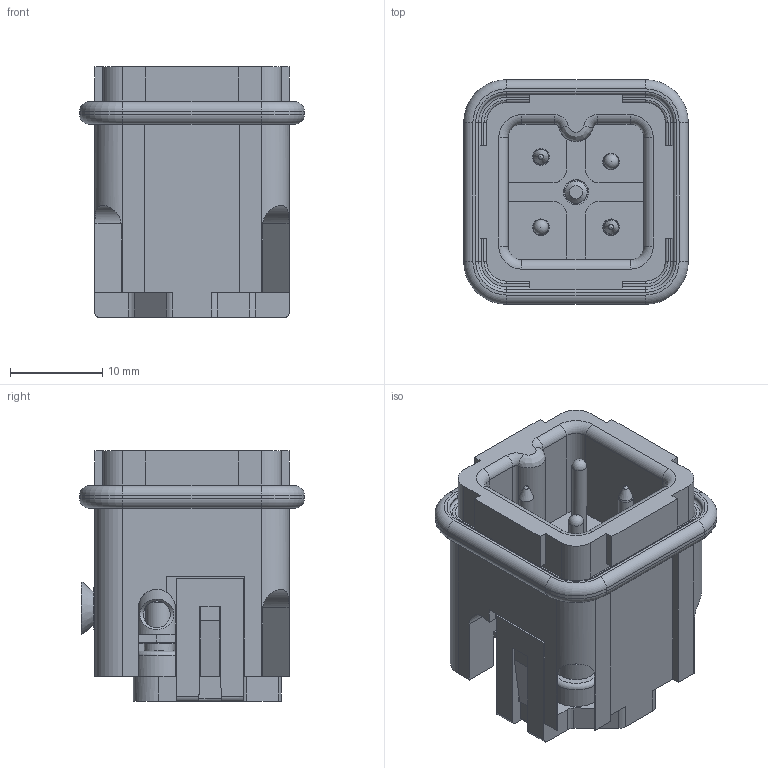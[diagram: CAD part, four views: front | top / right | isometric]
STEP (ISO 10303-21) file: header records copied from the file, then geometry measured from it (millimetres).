
FILE_DESCRIPTION(/* description */ (''),/* implementation_level */ '2;1');
FILE_NAME(/* name */ 'HA-003-M.stp',/* time_stamp */ '2022-07-25T13:43:54+08:00',/* author */ (''),/* organization */ (''),/* preprocessor_version */ 'ST-DEVELOPER v16',/* originating_system */ 'SIEMENS PLM Software NX 10.0',/* authorisation */ '');
FILE_SCHEMA (('AP203_CONFIGURATION_CONTROLLED_3D_DESIGN_OF_MECHANICAL_PARTS_AND_ASSEMBLIES_MIM_LF { 1 0 10303 403 2 1 2}'));
Length unit declared in the file: millimetre
Products named in the file (1): Admi1A9C26D3gssa
Bounding box: 24.3 x 24.3 x 27.1 mm (x, y, z)
Volume: 7118.7 mm3; surface area: 7688.9 mm2
Topology: 1 solids, 3 shells, 764 faces, 2255 edges, 1464 vertices
Faces by surface type: plane 404, cylinder 234, torus 54, bspline 44, cone 24, sphere 4
Full cylindrical faces by diameter (mm): 1.6 x4, 1.8 x4, 2.4 x2, 2.6 x2, 2.7 x2, 2.8 x1, 2.9 x6, 3 x2, 3.2 x4, 3.3 x4, 3.5 x4, 4.5 x4, 4.6 x1, 4.7 x4, 5.5 x3, 5.7 x1, 5.8 x2
Entity records: 37321 total; most frequent: CARTESIAN_POINT 17956, ORIENTED_EDGE 4140, DIRECTION 3785, EDGE_CURVE 2070, VERTEX_POINT 1382, AXIS2_PLACEMENT_3D 1335, LINE 1115, VECTOR 1115
